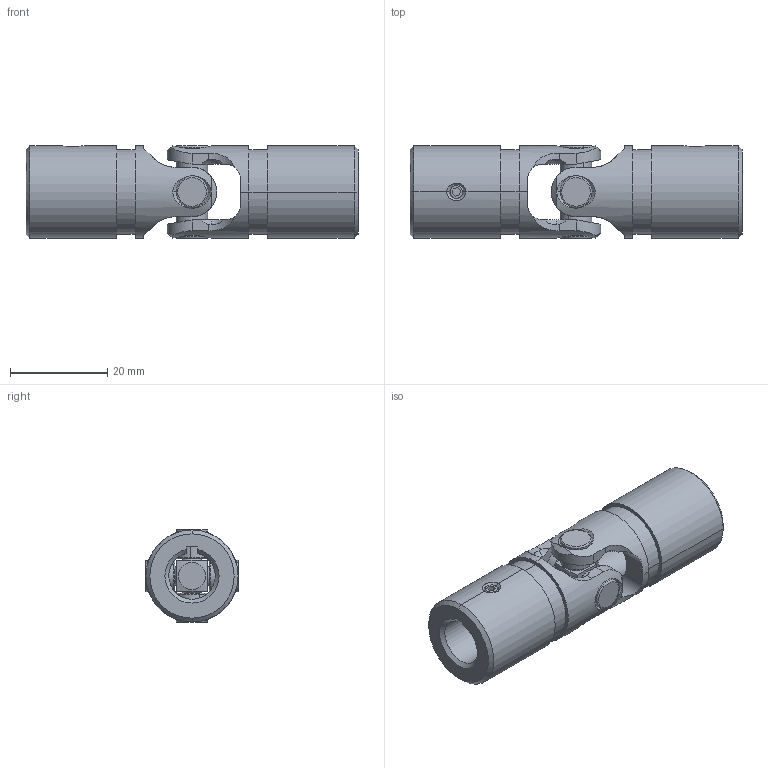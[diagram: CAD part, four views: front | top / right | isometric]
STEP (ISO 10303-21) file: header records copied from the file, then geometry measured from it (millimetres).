
FILE_DESCRIPTION (( 'STEP AP214' ), '1' );
FILE_NAME ('UJ-NB750x375K.STEP', '2018-06-08T21:17:48', ( 'rick' ), ( 'Hewlett-Packard Company' ), 'SwSTEP 2.0', 'SolidWorks 2017', '' );
FILE_SCHEMA (( 'AUTOMOTIVE_DESIGN' ));
Length unit declared in the file: inch
Products named in the file (7): 6-32 SOCKET SET SCREW_#6-32x0.125SS; BK-0306-TN_BK-0306-TN; BK-0306-TN_roller_BK-0306-TN_roller; BK-0306-TN_cup_BK-0306-TN_cup; NBX750_NBX750; NBY750_NBY750x375KB; UJ-NB750x375K
Assembly tree (20 placements, depth 3):
  UJ-NB750x375K
    NBY750_NBY750x375KB  x2
    NBX750_NBX750
    BK-0306-TN_BK-0306-TN  x4
      BK-0306-TN_cup_BK-0306-TN_cup
      BK-0306-TN_roller_BK-0306-TN_roller
    6-32 SOCKET SET SCREW_#6-32x0.125SS  x2
Bounding box: 68.26 x 19.03 x 19.03 mm (x, y, z)
Volume: 11975.7 mm3; surface area: 8934.2 mm2
Topology: 49 solids, 49 shells, 620 faces, 1312 edges, 798 vertices
Faces by surface type: torus 192, cylinder 170, plane 164, cone 78, sphere 16
Entity records: 6047 total; most frequent: CARTESIAN_POINT 1480, DIRECTION 903, ORIENTED_EDGE 804, EDGE_CURVE 402, AXIS2_PLACEMENT_3D 378, VERTEX_POINT 257, CIRCLE 191, EDGE_LOOP 179
